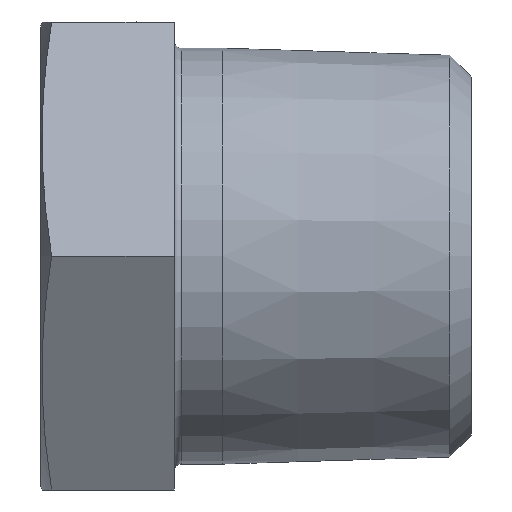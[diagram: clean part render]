
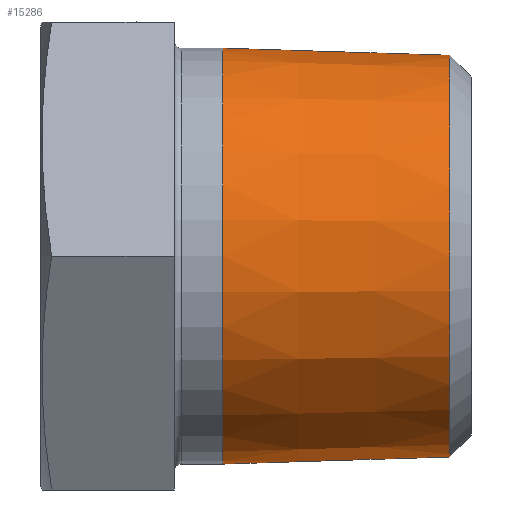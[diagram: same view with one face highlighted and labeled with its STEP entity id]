
A CAD part, front view. The second image highlights one B-rep face of the part: STEP entity #15286.
In plain terms, the highlighted conical face has half-angle 1.79 degrees and reference radius 8.331 mm.
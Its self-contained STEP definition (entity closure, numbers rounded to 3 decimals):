
#630 = CARTESIAN_POINT ( 'NONE',  ( 11.1, 0., 0. ) ) ;
#1820 = DIRECTION ( 'NONE',  ( -1., 0., 0. ) ) ;
#1827 = VERTEX_POINT ( 'NONE', #5831 ) ;
#2005 = FACE_OUTER_BOUND ( 'NONE', #11283, .T. ) ;
#3152 = CARTESIAN_POINT ( 'NONE',  ( 16.616, 0., 0. ) ) ;
#5831 = CARTESIAN_POINT ( 'NONE',  ( 7.4, 0., 8.447 ) ) ;
#6138 = CIRCLE ( 'NONE', #10792, 8.447 ) ;
#6723 = DIRECTION ( 'NONE',  ( 0., 0., 1. ) ) ;
#7276 = DIRECTION ( 'NONE',  ( -1., 0., 0. ) ) ;
#7697 = AXIS2_PLACEMENT_3D ( 'NONE', #3152, #7276, #8604 ) ;
#8191 = AXIS2_PLACEMENT_3D ( 'NONE', #630, #1820, #10015 ) ;
#8604 = DIRECTION ( 'NONE',  ( 0., 0., -1. ) ) ;
#9371 = CONICAL_SURFACE ( 'NONE', #8191, 8.331, 0.031 ) ;
#9913 = ORIENTED_EDGE ( 'NONE', *, *, #12494, .F. ) ;
#10015 = DIRECTION ( 'NONE',  ( 0., 0., 1. ) ) ;
#10792 = AXIS2_PLACEMENT_3D ( 'NONE', #15004, #13643, #6723 ) ;
#11283 = EDGE_LOOP ( 'NONE', ( #9913 ) ) ;
#11648 = FACE_BOUND ( 'NONE', #16856, .T. ) ;
#12494 = EDGE_CURVE ( 'NONE', #1827, #1827, #6138, .T. ) ;
#13572 = ORIENTED_EDGE ( 'NONE', *, *, #15952, .T. ) ;
#13643 = DIRECTION ( 'NONE',  ( -1., 0., 0. ) ) ;
#14112 = CARTESIAN_POINT ( 'NONE',  ( 16.616, 0., -8.159 ) ) ;
#15004 = CARTESIAN_POINT ( 'NONE',  ( 7.4, 0., 0. ) ) ;
#15286 = ADVANCED_FACE ( 'NONE', ( #11648, #2005 ), #9371, .T. ) ;
#15538 = CIRCLE ( 'NONE', #7697, 8.159 ) ;
#15952 = EDGE_CURVE ( 'NONE', #17037, #17037, #15538, .T. ) ;
#16856 = EDGE_LOOP ( 'NONE', ( #13572 ) ) ;
#17037 = VERTEX_POINT ( 'NONE', #14112 ) ;
